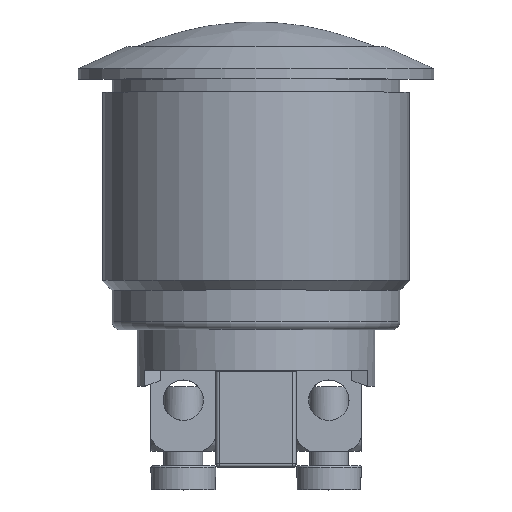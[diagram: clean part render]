
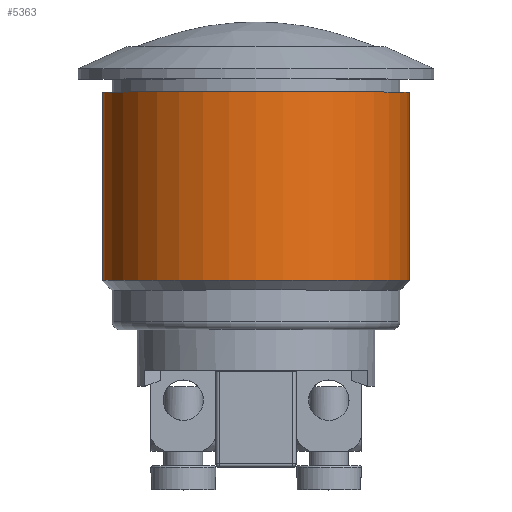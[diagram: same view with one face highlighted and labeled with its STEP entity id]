
A CAD part, top view. The second image highlights one B-rep face of the part: STEP entity #5363.
In plain terms, the highlighted cylindrical face has radius 9.5 mm (diameter 19 mm), a full revolution.
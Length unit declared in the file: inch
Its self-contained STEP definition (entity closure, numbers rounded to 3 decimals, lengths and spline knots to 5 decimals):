
#5309=CARTESIAN_POINT('',(0.37402,0.57874,0.));
#5310=VERTEX_POINT('',#5309);
#5311=CARTESIAN_POINT('',(0.0,0.57874,0.0));
#5312=DIRECTION('',(0.0,-1.0,0.0));
#5313=DIRECTION('',(1.0,0.0,0.0));
#5314=AXIS2_PLACEMENT_3D('',#5311,#5312,#5313);
#5315=CIRCLE('',#5314,0.37402);
#5316=EDGE_CURVE('',#5310,#5310,#5315,.T.);
#5329=CARTESIAN_POINT('',(0.37402,0.12008,0.));
#5330=VERTEX_POINT('',#5329);
#5331=CARTESIAN_POINT('',(0.0,0.12008,0.0));
#5332=DIRECTION('',(0.0,-1.0,0.0));
#5333=DIRECTION('',(-1.0,0.0,0.0));
#5334=AXIS2_PLACEMENT_3D('',#5331,#5332,#5333);
#5335=CIRCLE('',#5334,0.37402);
#5336=EDGE_CURVE('',#5330,#5330,#5335,.T.);
#5352=CARTESIAN_POINT('',(0.0,0.35335,0.0));
#5353=DIRECTION('',(0.0,-1.0,0.0));
#5354=DIRECTION('',(1.0,0.0,0.0));
#5355=AXIS2_PLACEMENT_3D('',#5352,#5353,#5354);
#5356=CYLINDRICAL_SURFACE('',#5355,0.37402);
#5357=ORIENTED_EDGE('',*,*,#5316,.T.);
#5358=EDGE_LOOP('',(#5357));
#5359=FACE_OUTER_BOUND('',#5358,.T.);
#5360=ORIENTED_EDGE('',*,*,#5336,.F.);
#5361=EDGE_LOOP('',(#5360));
#5362=FACE_BOUND('',#5361,.T.);
#5363=ADVANCED_FACE('',(#5359,#5362),#5356,.T.);
